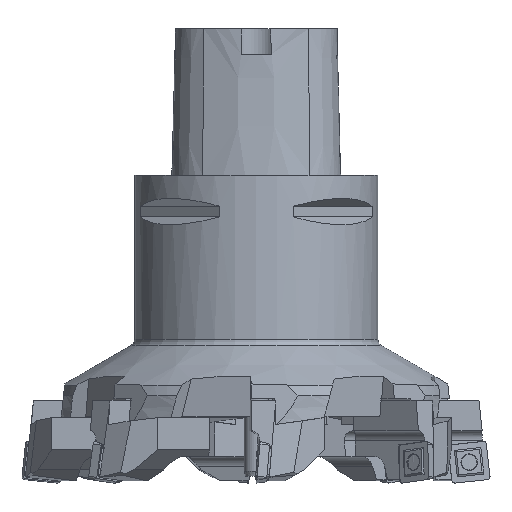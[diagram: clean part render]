
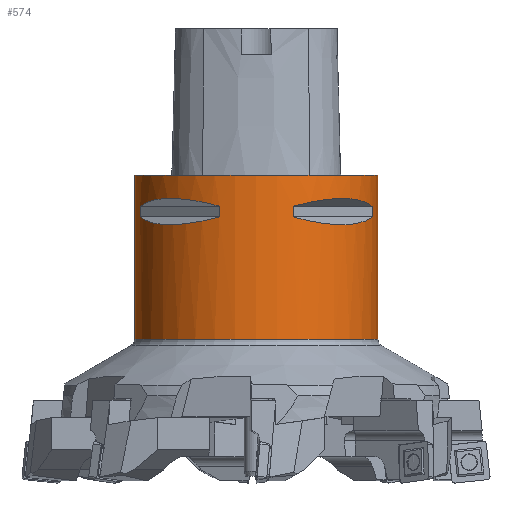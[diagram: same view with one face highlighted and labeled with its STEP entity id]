
A CAD part, front view. The second image highlights one B-rep face of the part: STEP entity #574.
In plain terms, the highlighted cylindrical face has radius 40 mm (diameter 80 mm), a full revolution.
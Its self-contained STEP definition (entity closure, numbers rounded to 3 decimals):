
#574=ADVANCED_FACE('',(#1428,#1429,#1430,#1431,#1432,#1433),#760,.T.);
#760=CYLINDRICAL_SURFACE('',#3801,40.);
#776=ELLIPSE('',#3792,46.188,40.);
#777=ELLIPSE('',#3793,46.188,40.);
#778=ELLIPSE('',#3794,46.188,40.);
#779=ELLIPSE('',#3795,46.188,40.);
#780=ELLIPSE('',#3797,46.188,40.);
#781=ELLIPSE('',#3798,46.188,40.);
#782=ELLIPSE('',#3799,46.188,40.);
#783=ELLIPSE('',#3800,46.188,40.);
#826=LINE('',#5151,#1127);
#827=LINE('',#5156,#1128);
#828=LINE('',#5159,#1129);
#829=LINE('',#5164,#1130);
#830=LINE('',#5169,#1131);
#831=LINE('',#5174,#1132);
#832=LINE('',#5177,#1133);
#833=LINE('',#5182,#1134);
#1127=VECTOR('',#4153,1.);
#1128=VECTOR('',#4156,1.);
#1129=VECTOR('',#4159,1.);
#1130=VECTOR('',#4162,1.);
#1131=VECTOR('',#4167,1.);
#1132=VECTOR('',#4170,1.);
#1133=VECTOR('',#4173,1.);
#1134=VECTOR('',#4176,1.);
#1428=FACE_BOUND('',#1498,.T.);
#1429=FACE_BOUND('',#1499,.T.);
#1430=FACE_BOUND('',#1500,.T.);
#1431=FACE_BOUND('',#1501,.T.);
#1432=FACE_BOUND('',#1502,.T.);
#1433=FACE_BOUND('',#1503,.T.);
#1498=EDGE_LOOP('',(#1721));
#1499=EDGE_LOOP('',(#1722,#1723,#1724,#1725));
#1500=EDGE_LOOP('',(#1726,#1727,#1728,#1729));
#1501=EDGE_LOOP('',(#1730));
#1502=EDGE_LOOP('',(#1731,#1732,#1733,#1734));
#1503=EDGE_LOOP('',(#1735,#1736,#1737,#1738));
#1721=ORIENTED_EDGE('',*,*,#3052,.T.);
#1722=ORIENTED_EDGE('',*,*,#3053,.T.);
#1723=ORIENTED_EDGE('',*,*,#3054,.T.);
#1724=ORIENTED_EDGE('',*,*,#3055,.T.);
#1725=ORIENTED_EDGE('',*,*,#3056,.T.);
#1726=ORIENTED_EDGE('',*,*,#3057,.T.);
#1727=ORIENTED_EDGE('',*,*,#3058,.T.);
#1728=ORIENTED_EDGE('',*,*,#3059,.T.);
#1729=ORIENTED_EDGE('',*,*,#3060,.T.);
#1730=ORIENTED_EDGE('',*,*,#3061,.T.);
#1731=ORIENTED_EDGE('',*,*,#3062,.T.);
#1732=ORIENTED_EDGE('',*,*,#3063,.T.);
#1733=ORIENTED_EDGE('',*,*,#3064,.T.);
#1734=ORIENTED_EDGE('',*,*,#3065,.T.);
#1735=ORIENTED_EDGE('',*,*,#3066,.T.);
#1736=ORIENTED_EDGE('',*,*,#3067,.T.);
#1737=ORIENTED_EDGE('',*,*,#3068,.T.);
#1738=ORIENTED_EDGE('',*,*,#3069,.T.);
#2705=VERTEX_POINT('',#5150);
#2706=VERTEX_POINT('',#5152);
#2707=VERTEX_POINT('',#5153);
#2708=VERTEX_POINT('',#5155);
#2709=VERTEX_POINT('',#5157);
#2710=VERTEX_POINT('',#5160);
#2711=VERTEX_POINT('',#5161);
#2712=VERTEX_POINT('',#5163);
#2713=VERTEX_POINT('',#5165);
#2714=VERTEX_POINT('',#5168);
#2715=VERTEX_POINT('',#5170);
#2716=VERTEX_POINT('',#5171);
#2717=VERTEX_POINT('',#5173);
#2718=VERTEX_POINT('',#5175);
#2719=VERTEX_POINT('',#5178);
#2720=VERTEX_POINT('',#5179);
#2721=VERTEX_POINT('',#5181);
#2722=VERTEX_POINT('',#5183);
#3052=EDGE_CURVE('',#2705,#2705,#3544,.T.);
#3053=EDGE_CURVE('',#2706,#2707,#826,.T.);
#3054=EDGE_CURVE('',#2707,#2708,#776,.T.);
#3055=EDGE_CURVE('',#2708,#2709,#827,.T.);
#3056=EDGE_CURVE('',#2709,#2706,#777,.T.);
#3057=EDGE_CURVE('',#2710,#2711,#828,.T.);
#3058=EDGE_CURVE('',#2711,#2712,#778,.T.);
#3059=EDGE_CURVE('',#2712,#2713,#829,.T.);
#3060=EDGE_CURVE('',#2713,#2710,#779,.T.);
#3061=EDGE_CURVE('',#2714,#2714,#3545,.T.);
#3062=EDGE_CURVE('',#2715,#2716,#830,.T.);
#3063=EDGE_CURVE('',#2716,#2717,#780,.T.);
#3064=EDGE_CURVE('',#2717,#2718,#831,.T.);
#3065=EDGE_CURVE('',#2718,#2715,#781,.T.);
#3066=EDGE_CURVE('',#2719,#2720,#832,.T.);
#3067=EDGE_CURVE('',#2720,#2721,#782,.T.);
#3068=EDGE_CURVE('',#2721,#2722,#833,.T.);
#3069=EDGE_CURVE('',#2722,#2719,#783,.T.);
#3544=CIRCLE('',#3791,40.);
#3545=CIRCLE('',#3796,40.);
#3791=AXIS2_PLACEMENT_3D('',#5149,#4151,#4152);
#3792=AXIS2_PLACEMENT_3D('',#5154,#4154,#4155);
#3793=AXIS2_PLACEMENT_3D('',#5158,#4157,#4158);
#3794=AXIS2_PLACEMENT_3D('',#5162,#4160,#4161);
#3795=AXIS2_PLACEMENT_3D('',#5166,#4163,#4164);
#3796=AXIS2_PLACEMENT_3D('',#5167,#4165,#4166);
#3797=AXIS2_PLACEMENT_3D('',#5172,#4168,#4169);
#3798=AXIS2_PLACEMENT_3D('',#5176,#4171,#4172);
#3799=AXIS2_PLACEMENT_3D('',#5180,#4174,#4175);
#3800=AXIS2_PLACEMENT_3D('',#5184,#4177,#4178);
#3801=AXIS2_PLACEMENT_3D('',#5185,#4179,#4180);
#4151=DIRECTION('',(0.,0.,1.));
#4152=DIRECTION('',(1.,0.,0.));
#4153=DIRECTION('',(0.,0.,1.));
#4154=DIRECTION('',(-0.354,-0.354,0.866));
#4155=DIRECTION('',(-0.612,-0.612,-0.5));
#4156=DIRECTION('',(0.,0.,-1.));
#4157=DIRECTION('',(-0.354,-0.354,-0.866));
#4158=DIRECTION('',(0.612,0.612,-0.5));
#4159=DIRECTION('',(0.,0.,1.));
#4160=DIRECTION('',(0.354,0.354,0.866));
#4161=DIRECTION('',(0.612,0.612,-0.5));
#4162=DIRECTION('',(0.,0.,-1.));
#4163=DIRECTION('',(0.354,0.354,-0.866));
#4164=DIRECTION('',(-0.612,-0.612,-0.5));
#4165=DIRECTION('',(0.,0.,-1.));
#4166=DIRECTION('',(-1.,0.,0.));
#4167=DIRECTION('',(0.,0.,1.));
#4168=DIRECTION('',(0.354,-0.354,0.866));
#4169=DIRECTION('',(0.612,-0.612,-0.5));
#4170=DIRECTION('',(0.,0.,-1.));
#4171=DIRECTION('',(0.354,-0.354,-0.866));
#4172=DIRECTION('',(-0.612,0.612,-0.5));
#4173=DIRECTION('',(0.,0.,1.));
#4174=DIRECTION('',(-0.354,0.354,0.866));
#4175=DIRECTION('',(-0.612,0.612,-0.5));
#4176=DIRECTION('',(0.,0.,-1.));
#4177=DIRECTION('',(-0.354,0.354,-0.866));
#4178=DIRECTION('',(0.612,-0.612,-0.5));
#4179=DIRECTION('',(0.,0.,1.));
#4180=DIRECTION('',(1.,0.,0.));
#5149=CARTESIAN_POINT('',(0.,0.,-53.924));
#5150=CARTESIAN_POINT('',(40.,0.,-53.924));
#5151=CARTESIAN_POINT('',(38.115,12.133,0.));
#5152=CARTESIAN_POINT('',(38.115,12.133,-13.75));
#5153=CARTESIAN_POINT('',(38.115,12.133,-10.25));
#5154=CARTESIAN_POINT('',(0.,0.,-30.764));
#5155=CARTESIAN_POINT('',(12.133,38.115,-10.25));
#5156=CARTESIAN_POINT('',(12.133,38.115,0.));
#5157=CARTESIAN_POINT('',(12.133,38.115,-13.75));
#5158=CARTESIAN_POINT('',(0.,0.,6.764));
#5159=CARTESIAN_POINT('',(-38.115,-12.133,0.));
#5160=CARTESIAN_POINT('',(-38.115,-12.133,-13.75));
#5161=CARTESIAN_POINT('',(-38.115,-12.133,-10.25));
#5162=CARTESIAN_POINT('',(0.,0.,-30.764));
#5163=CARTESIAN_POINT('',(-12.133,-38.115,-10.25));
#5164=CARTESIAN_POINT('',(-12.133,-38.115,0.));
#5165=CARTESIAN_POINT('',(-12.133,-38.115,-13.75));
#5166=CARTESIAN_POINT('',(0.,0.,6.764));
#5167=CARTESIAN_POINT('',(0.,0.,0.));
#5168=CARTESIAN_POINT('',(-40.,0.,0.));
#5169=CARTESIAN_POINT('',(-12.133,38.115,0.));
#5170=CARTESIAN_POINT('',(-12.133,38.115,-13.75));
#5171=CARTESIAN_POINT('',(-12.133,38.115,-10.25));
#5172=CARTESIAN_POINT('',(0.,0.,-30.764));
#5173=CARTESIAN_POINT('',(-38.115,12.133,-10.25));
#5174=CARTESIAN_POINT('',(-38.115,12.133,0.));
#5175=CARTESIAN_POINT('',(-38.115,12.133,-13.75));
#5176=CARTESIAN_POINT('',(0.,0.,6.764));
#5177=CARTESIAN_POINT('',(12.133,-38.115,0.));
#5178=CARTESIAN_POINT('',(12.133,-38.115,-13.75));
#5179=CARTESIAN_POINT('',(12.133,-38.115,-10.25));
#5180=CARTESIAN_POINT('',(0.,0.,-30.764));
#5181=CARTESIAN_POINT('',(38.115,-12.133,-10.25));
#5182=CARTESIAN_POINT('',(38.115,-12.133,0.));
#5183=CARTESIAN_POINT('',(38.115,-12.133,-13.75));
#5184=CARTESIAN_POINT('',(0.,0.,6.764));
#5185=CARTESIAN_POINT('',(0.,0.,26.));
